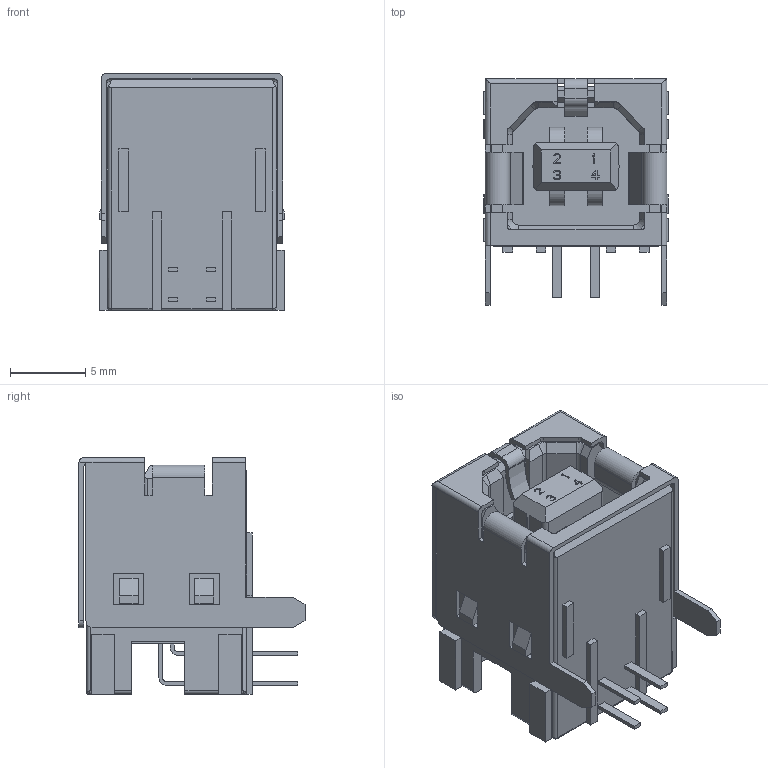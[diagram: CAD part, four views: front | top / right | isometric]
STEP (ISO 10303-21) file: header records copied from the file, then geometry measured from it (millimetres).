
FILE_DESCRIPTION((''),'2;1');
FILE_NAME('C-292317-4','2018-02-23T',('workeradm'),('TE Connectivity Ltd.'),'CREO PARAMETRIC BY PTC INC, 2016050','CREO PARAMETRIC BY PTC INC, 2016050','');
FILE_SCHEMA(('AUTOMOTIVE_DESIGN { 1 0 10303 214 1 1 1 1 }'));
Length unit declared in the file: millimetre
Products named in the file (1): C-292317-4
Bounding box: 12.26 x 15 x 15.71 mm (x, y, z)
Volume: 1208 mm3; surface area: 2407.9 mm2
Topology: 2 solids, 2 shells, 492 faces, 1378 edges, 908 vertices
Faces by surface type: plane 396, cylinder 86, cone 6, bspline 4
Entity records: 16035 total; most frequent: CARTESIAN_POINT 3090, ORIENTED_EDGE 2756, DIRECTION 2474, EDGE_CURVE 1378, VECTOR 1188, LINE 1188, VERTEX_POINT 908, AXIS2_PLACEMENT_3D 643
